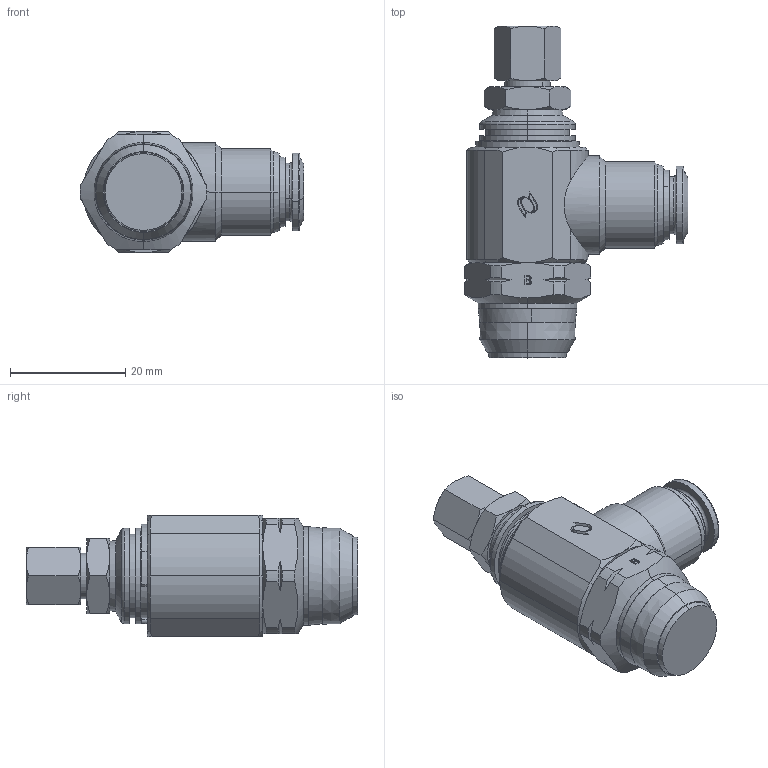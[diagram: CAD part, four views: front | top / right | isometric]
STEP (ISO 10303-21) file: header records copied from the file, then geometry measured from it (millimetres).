
FILE_DESCRIPTION (( 'STEP AP214' ), '1' );
FILE_NAME ('5792500016A.step', '2012-10-22T17:42:46', ( '' ), ( '' ), 'SwSTEP 2.0', 'SolidWorks 2012', '' );
FILE_SCHEMA (( 'AUTOMOTIVE_DESIGN' ));
Length unit declared in the file: millimetre
Products named in the file (1): 5792500016A
Bounding box: 38.79 x 57.5 x 21 mm (x, y, z)
Volume: 17066.4 mm3; surface area: 4993 mm2
Topology: 1 solids, 1 shells, 245 faces, 594 edges, 371 vertices
Faces by surface type: cone 96, plane 85, cylinder 46, bspline 10, torus 8
Entity records: 9243 total; most frequent: CARTESIAN_POINT 2417, ORIENTED_EDGE 1188, DIRECTION 1133, EDGE_CURVE 594, AXIS2_PLACEMENT_3D 453, VERTEX_POINT 371, EDGE_LOOP 265, ADVANCED_FACE 245
